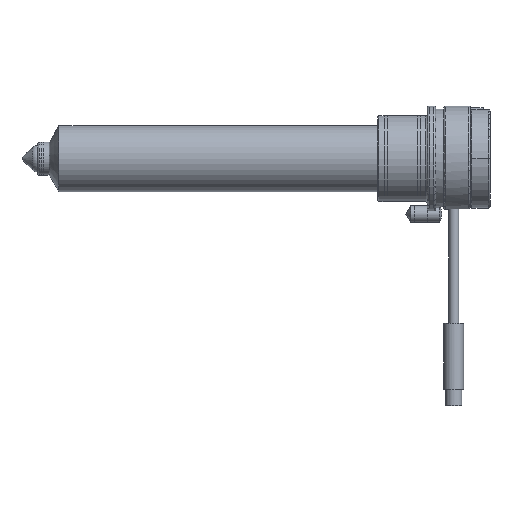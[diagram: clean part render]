
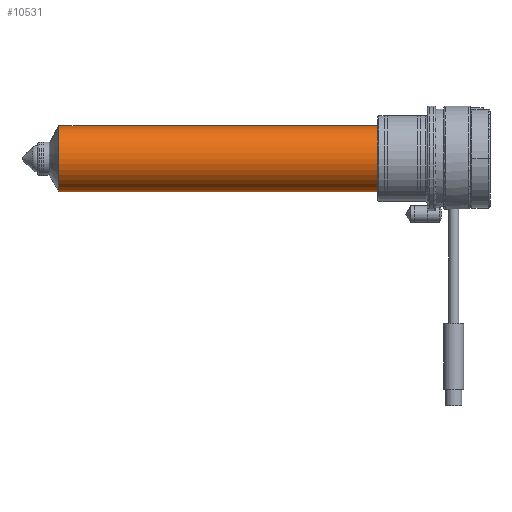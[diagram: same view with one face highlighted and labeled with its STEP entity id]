
A CAD part, top view. The second image highlights one B-rep face of the part: STEP entity #10531.
In plain terms, the highlighted cylindrical face has radius 10 mm (diameter 20 mm), a partial arc.
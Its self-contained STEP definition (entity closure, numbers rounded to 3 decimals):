
#418 = CARTESIAN_POINT ( 'NONE',  ( 0., 0., 0. ) ) ;
#483 = CIRCLE ( 'NONE', #13116, 10. ) ;
#563 = CARTESIAN_POINT ( 'NONE',  ( 0., 0., -108. ) ) ;
#596 = DIRECTION ( 'NONE',  ( -1., 0., 0. ) ) ;
#769 = VECTOR ( 'NONE', #11762, 1000. ) ;
#1259 = DIRECTION ( 'NONE',  ( 0., 0., -1. ) ) ;
#2064 = EDGE_CURVE ( 'NONE', #16334, #16062, #483, .T. ) ;
#2243 = ORIENTED_EDGE ( 'NONE', *, *, #16953, .T. ) ;
#2629 = CARTESIAN_POINT ( 'NONE',  ( 10., 0., -108. ) ) ;
#2646 = AXIS2_PLACEMENT_3D ( 'NONE', #16539, #11223, #16598 ) ;
#3875 = CIRCLE ( 'NONE', #2646, 10. ) ;
#4319 = LINE ( 'NONE', #6505, #769 ) ;
#4955 = FACE_OUTER_BOUND ( 'NONE', #11633, .T. ) ;
#6272 = CARTESIAN_POINT ( 'NONE',  ( -10., 0., -11.214 ) ) ;
#6505 = CARTESIAN_POINT ( 'NONE',  ( -10., 0., 0. ) ) ;
#7824 = ORIENTED_EDGE ( 'NONE', *, *, #13339, .T. ) ;
#8801 = DIRECTION ( 'NONE',  ( -1., 0., 0. ) ) ;
#8845 = VECTOR ( 'NONE', #1259, 1000. ) ;
#9359 = ORIENTED_EDGE ( 'NONE', *, *, #2064, .F. ) ;
#10170 = EDGE_CURVE ( 'NONE', #16547, #16334, #4319, .T. ) ;
#10531 = ADVANCED_FACE ( 'NONE', ( #4955 ), #15779, .T. ) ;
#10636 = ORIENTED_EDGE ( 'NONE', *, *, #10170, .F. ) ;
#11086 = DIRECTION ( 'NONE',  ( 0., 0., -1. ) ) ;
#11223 = DIRECTION ( 'NONE',  ( 0., 0., -1. ) ) ;
#11633 = EDGE_LOOP ( 'NONE', ( #7824, #2243, #9359, #10636 ) ) ;
#11762 = DIRECTION ( 'NONE',  ( 0., 0., -1. ) ) ;
#11957 = CARTESIAN_POINT ( 'NONE',  ( 10., 0., -11.214 ) ) ;
#11991 = CARTESIAN_POINT ( 'NONE',  ( 10., 0., 0. ) ) ;
#12919 = AXIS2_PLACEMENT_3D ( 'NONE', #418, #11086, #596 ) ;
#13116 = AXIS2_PLACEMENT_3D ( 'NONE', #563, #14078, #8801 ) ;
#13339 = EDGE_CURVE ( 'NONE', #16547, #16156, #3875, .T. ) ;
#14039 = LINE ( 'NONE', #11991, #8845 ) ;
#14078 = DIRECTION ( 'NONE',  ( 0., 0., -1. ) ) ;
#15105 = CARTESIAN_POINT ( 'NONE',  ( -10., 0., -108. ) ) ;
#15779 = CYLINDRICAL_SURFACE ( 'NONE', #12919, 10. ) ;
#16062 = VERTEX_POINT ( 'NONE', #2629 ) ;
#16156 = VERTEX_POINT ( 'NONE', #11957 ) ;
#16334 = VERTEX_POINT ( 'NONE', #15105 ) ;
#16539 = CARTESIAN_POINT ( 'NONE',  ( 0., 0., -11.214 ) ) ;
#16547 = VERTEX_POINT ( 'NONE', #6272 ) ;
#16598 = DIRECTION ( 'NONE',  ( -1., 0., 0. ) ) ;
#16953 = EDGE_CURVE ( 'NONE', #16156, #16062, #14039, .T. ) ;
